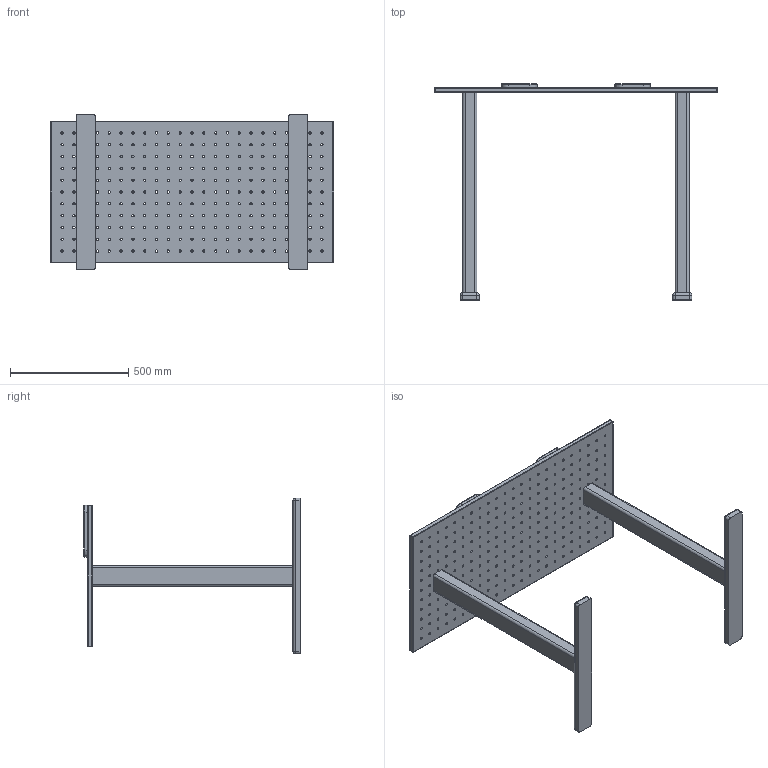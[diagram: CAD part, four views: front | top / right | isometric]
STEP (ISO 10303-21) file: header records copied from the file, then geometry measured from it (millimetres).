
FILE_DESCRIPTION (( 'STEP AP214' ), '1' );
FILE_NAME ('Assem_Table.STEP', '2023-02-15T17:34:40', ( '' ), ( '' ), 'SwSTEP 2.0', 'SolidWorks 2022', '' );
FILE_SCHEMA (( 'AUTOMOTIVE_DESIGN' ));
Length unit declared in the file: millimetre
Products named in the file (5): Part_Table_Foot; Part_Table_Table; Part_Plate; Part_Table_Leg; Assem_Table
Assembly tree (7 placements, depth 2):
  Assem_Table
    Part_Table_Table
    Part_Table_Leg  x2
    Part_Table_Foot  x2
    Part_Plate  x2
Bounding box: 1200 x 915 x 660 mm (x, y, z)
Volume: 27087481.1 mm3; surface area: 2557674.3 mm2
Topology: 7 solids, 7 shells, 624 faces, 1782 edges, 1156 vertices
Faces by surface type: cylinder 558, plane 42, sphere 16, torus 8
Entity records: 20812 total; most frequent: DIRECTION 3922, CARTESIAN_POINT 3350, ORIENTED_EDGE 3332, AXIS2_PLACEMENT_3D 1668, EDGE_CURVE 1666, VERTEX_POINT 1096, EDGE_LOOP 1084, CIRCLE 1080
